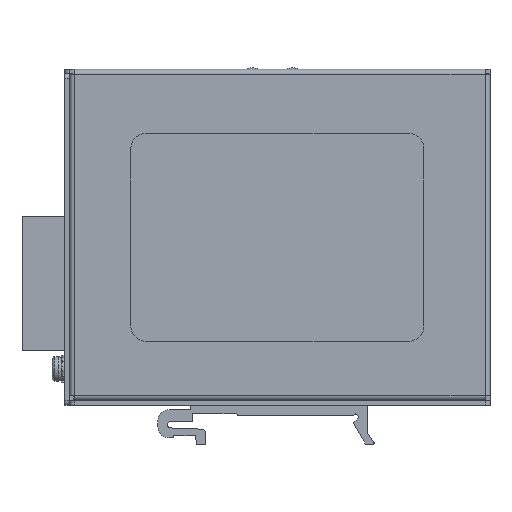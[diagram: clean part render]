
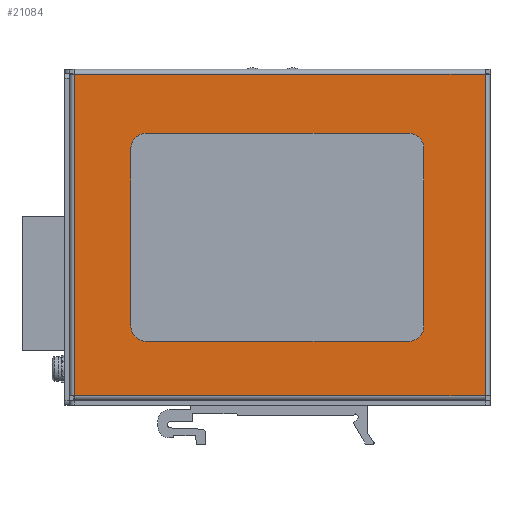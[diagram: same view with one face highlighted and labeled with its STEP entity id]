
A CAD part, left-side view. The second image highlights one B-rep face of the part: STEP entity #21084.
In plain terms, the highlighted planar face has unit normal (-1, 0, 0).
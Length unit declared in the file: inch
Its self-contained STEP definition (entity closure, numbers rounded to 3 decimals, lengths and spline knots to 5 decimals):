
#73 = VERTEX_POINT ( 'NONE', #23188 ) ;
#761 = EDGE_LOOP ( 'NONE', ( #16808, #6019, #7938, #21376, #30259, #15727, #12651, #17486 ) ) ;
#1074 = LINE ( 'NONE', #22663, #23099 ) ;
#1181 = CARTESIAN_POINT ( 'NONE',  ( -0.51181, 1.7874, 1.43307 ) ) ;
#1473 = EDGE_CURVE ( 'NONE', #27748, #12049, #21047, .T. ) ;
#1736 = DIRECTION ( 'NONE',  ( 1., 0., 0. ) ) ;
#1844 = DIRECTION ( 'NONE',  ( 0., 1., 0. ) ) ;
#2032 = AXIS2_PLACEMENT_3D ( 'NONE', #22280, #29565, #12285 ) ;
#2045 = FACE_BOUND ( 'NONE', #761, .T. ) ;
#2531 = DIRECTION ( 'NONE',  ( 0., 0., 1. ) ) ;
#3021 = AXIS2_PLACEMENT_3D ( 'NONE', #31171, #13726, #3589 ) ;
#3204 = EDGE_CURVE ( 'NONE', #73, #27748, #19104, .T. ) ;
#3227 = DIRECTION ( 'NONE',  ( 0., -1., 0. ) ) ;
#3329 = VERTEX_POINT ( 'NONE', #12311 ) ;
#3345 = CARTESIAN_POINT ( 'NONE',  ( -0.51181, 1.28937, 0.01969 ) ) ;
#3589 = DIRECTION ( 'NONE',  ( 0., 0., 1. ) ) ;
#3927 = VERTEX_POINT ( 'NONE', #24184 ) ;
#4076 = EDGE_CURVE ( 'NONE', #6067, #73, #25746, .T. ) ;
#4447 = DIRECTION ( 'NONE',  ( 0., 0., -1. ) ) ;
#4606 = CARTESIAN_POINT ( 'NONE',  ( -0.51181, -0.01969, 0.01969 ) ) ;
#4811 = VECTOR ( 'NONE', #1844, 39.37008 ) ;
#5039 = VERTEX_POINT ( 'NONE', #30310 ) ;
#5179 = EDGE_CURVE ( 'NONE', #12126, #5039, #10626, .T. ) ;
#6013 = EDGE_LOOP ( 'NONE', ( #6416, #26487, #22969, #12638 ) ) ;
#6019 = ORIENTED_EDGE ( 'NONE', *, *, #5179, .F. ) ;
#6044 = CARTESIAN_POINT ( 'NONE',  ( -0.51181, 1.7874, 0.01969 ) ) ;
#6067 = VERTEX_POINT ( 'NONE', #19962 ) ;
#6415 = AXIS2_PLACEMENT_3D ( 'NONE', #4606, #1736, #4447 ) ;
#6416 = ORIENTED_EDGE ( 'NONE', *, *, #3204, .F. ) ;
#6806 = CARTESIAN_POINT ( 'NONE',  ( -0.51181, -0.01969, 0.91535 ) ) ;
#7328 = CARTESIAN_POINT ( 'NONE',  ( -0.51181, -0.01969, -1.3937 ) ) ;
#7514 = CARTESIAN_POINT ( 'NONE',  ( -0.51181, 1.15157, -0.77756 ) ) ;
#7938 = ORIENTED_EDGE ( 'NONE', *, *, #29311, .F. ) ;
#7996 = DIRECTION ( 'NONE',  ( 0., -1., 0. ) ) ;
#8643 = DIRECTION ( 'NONE',  ( 0., 0., -1. ) ) ;
#9199 = EDGE_CURVE ( 'NONE', #5039, #3329, #1074, .T. ) ;
#9605 = VERTEX_POINT ( 'NONE', #16775 ) ;
#9814 = CARTESIAN_POINT ( 'NONE',  ( -0.51181, -1.15157, -0.77756 ) ) ;
#10626 = CIRCLE ( 'NONE', #15264, 0.1378 ) ;
#10734 = VECTOR ( 'NONE', #13469, 39.37008 ) ;
#11055 = LINE ( 'NONE', #15880, #17097 ) ;
#11534 = DIRECTION ( 'NONE',  ( 0., 1., 0. ) ) ;
#12018 = EDGE_CURVE ( 'NONE', #25756, #9605, #29290, .T. ) ;
#12049 = VERTEX_POINT ( 'NONE', #1181 ) ;
#12126 = VERTEX_POINT ( 'NONE', #18563 ) ;
#12274 = LINE ( 'NONE', #6806, #4811 ) ;
#12285 = DIRECTION ( 'NONE',  ( 0., 0., 1. ) ) ;
#12287 = EDGE_CURVE ( 'NONE', #12049, #6067, #13051, .T. ) ;
#12311 = CARTESIAN_POINT ( 'NONE',  ( -0.51181, -1.15157, -0.91535 ) ) ;
#12638 = ORIENTED_EDGE ( 'NONE', *, *, #1473, .F. ) ;
#12651 = ORIENTED_EDGE ( 'NONE', *, *, #15274, .F. ) ;
#13051 = LINE ( 'NONE', #25305, #22561 ) ;
#13318 = LINE ( 'NONE', #3345, #10734 ) ;
#13347 = CARTESIAN_POINT ( 'NONE',  ( -0.51181, 1.15157, 0.91535 ) ) ;
#13469 = DIRECTION ( 'NONE',  ( 0., 0., -1. ) ) ;
#13726 = DIRECTION ( 'NONE',  ( -1., 0., 0. ) ) ;
#13780 = VERTEX_POINT ( 'NONE', #25970 ) ;
#14426 = FACE_OUTER_BOUND ( 'NONE', #6013, .T. ) ;
#15264 = AXIS2_PLACEMENT_3D ( 'NONE', #7514, #17654, #2531 ) ;
#15274 = EDGE_CURVE ( 'NONE', #3927, #13780, #11055, .T. ) ;
#15727 = ORIENTED_EDGE ( 'NONE', *, *, #29879, .F. ) ;
#15880 = CARTESIAN_POINT ( 'NONE',  ( -0.51181, -1.28937, 0.01969 ) ) ;
#15908 = CIRCLE ( 'NONE', #2032, 0.1378 ) ;
#16018 = CARTESIAN_POINT ( 'NONE',  ( -0.51181, -1.15157, 0.91535 ) ) ;
#16367 = CARTESIAN_POINT ( 'NONE',  ( -0.51181, -1.82677, 0.01969 ) ) ;
#16775 = CARTESIAN_POINT ( 'NONE',  ( -0.51181, 1.28937, 0.77756 ) ) ;
#16808 = ORIENTED_EDGE ( 'NONE', *, *, #9199, .F. ) ;
#17097 = VECTOR ( 'NONE', #25730, 39.37008 ) ;
#17183 = VECTOR ( 'NONE', #11534, 39.37008 ) ;
#17486 = ORIENTED_EDGE ( 'NONE', *, *, #25598, .F. ) ;
#17533 = DIRECTION ( 'NONE',  ( 0., 0., 1. ) ) ;
#17654 = DIRECTION ( 'NONE',  ( -1., 0., 0. ) ) ;
#17710 = VECTOR ( 'NONE', #31381, 39.37008 ) ;
#18563 = CARTESIAN_POINT ( 'NONE',  ( -0.51181, 1.28937, -0.77756 ) ) ;
#19104 = LINE ( 'NONE', #7328, #17183 ) ;
#19648 = DIRECTION ( 'NONE',  ( -1., 0., 0. ) ) ;
#19771 = AXIS2_PLACEMENT_3D ( 'NONE', #9814, #19648, #17533 ) ;
#19962 = CARTESIAN_POINT ( 'NONE',  ( -0.51181, -1.82677, 1.43307 ) ) ;
#21047 = LINE ( 'NONE', #6044, #17710 ) ;
#21084 = ADVANCED_FACE ( 'NONE', ( #2045, #14426 ), #29288, .F. ) ;
#21376 = ORIENTED_EDGE ( 'NONE', *, *, #12018, .F. ) ;
#22280 = CARTESIAN_POINT ( 'NONE',  ( -0.51181, -1.15157, 0.77756 ) ) ;
#22561 = VECTOR ( 'NONE', #3227, 39.37008 ) ;
#22663 = CARTESIAN_POINT ( 'NONE',  ( -0.51181, -0.01969, -0.91535 ) ) ;
#22969 = ORIENTED_EDGE ( 'NONE', *, *, #12287, .F. ) ;
#23099 = VECTOR ( 'NONE', #7996, 39.37008 ) ;
#23188 = CARTESIAN_POINT ( 'NONE',  ( -0.51181, -1.82677, -1.3937 ) ) ;
#24184 = CARTESIAN_POINT ( 'NONE',  ( -0.51181, -1.28937, -0.77756 ) ) ;
#25143 = EDGE_CURVE ( 'NONE', #31800, #25756, #12274, .T. ) ;
#25305 = CARTESIAN_POINT ( 'NONE',  ( -0.51181, -0.01969, 1.43307 ) ) ;
#25598 = EDGE_CURVE ( 'NONE', #3329, #3927, #26991, .T. ) ;
#25730 = DIRECTION ( 'NONE',  ( 0., 0., 1. ) ) ;
#25746 = LINE ( 'NONE', #16367, #26051 ) ;
#25756 = VERTEX_POINT ( 'NONE', #13347 ) ;
#25970 = CARTESIAN_POINT ( 'NONE',  ( -0.51181, -1.28937, 0.77756 ) ) ;
#26051 = VECTOR ( 'NONE', #8643, 39.37008 ) ;
#26487 = ORIENTED_EDGE ( 'NONE', *, *, #4076, .F. ) ;
#26991 = CIRCLE ( 'NONE', #19771, 0.1378 ) ;
#27748 = VERTEX_POINT ( 'NONE', #30149 ) ;
#29288 = PLANE ( 'NONE',  #6415 ) ;
#29290 = CIRCLE ( 'NONE', #3021, 0.1378 ) ;
#29311 = EDGE_CURVE ( 'NONE', #9605, #12126, #13318, .T. ) ;
#29565 = DIRECTION ( 'NONE',  ( -1., 0., 0. ) ) ;
#29879 = EDGE_CURVE ( 'NONE', #13780, #31800, #15908, .T. ) ;
#30149 = CARTESIAN_POINT ( 'NONE',  ( -0.51181, 1.7874, -1.3937 ) ) ;
#30259 = ORIENTED_EDGE ( 'NONE', *, *, #25143, .F. ) ;
#30310 = CARTESIAN_POINT ( 'NONE',  ( -0.51181, 1.15157, -0.91535 ) ) ;
#31171 = CARTESIAN_POINT ( 'NONE',  ( -0.51181, 1.15157, 0.77756 ) ) ;
#31381 = DIRECTION ( 'NONE',  ( 0., 0., 1. ) ) ;
#31800 = VERTEX_POINT ( 'NONE', #16018 ) ;
